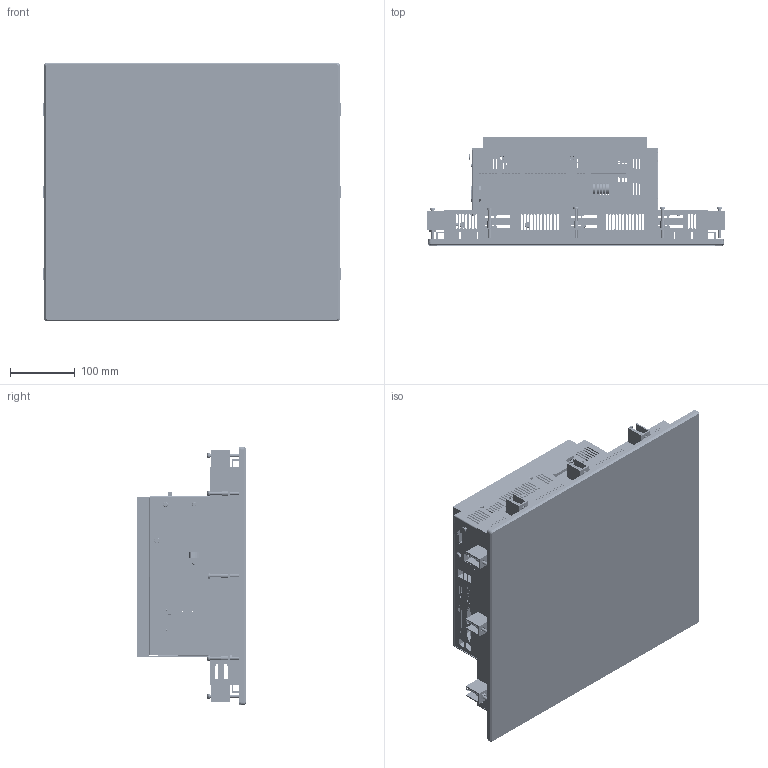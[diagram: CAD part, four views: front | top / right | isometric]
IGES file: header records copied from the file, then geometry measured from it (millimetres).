
Start section:  PTC IGES file: back_assy_830_sw0008.igs
Global section: file name: back_assy_830_sw0008.igs; native system: Pro/ENGINEER by Parametric Technology Corporation; preprocessor: 2004130; author: srollman; organization: Unknown; date: 070403.154104; units: inch
Bounding box: 458.22 x 170.64 x 398.78 mm (x, y, z)
Surface area: 1643923.2 mm2 (no closed solid volume)
Topology: 0 solids, 0 shells, 1203 faces, 13096 edges, 13093 vertices
Faces by surface type: bspline 905, revolution 298
